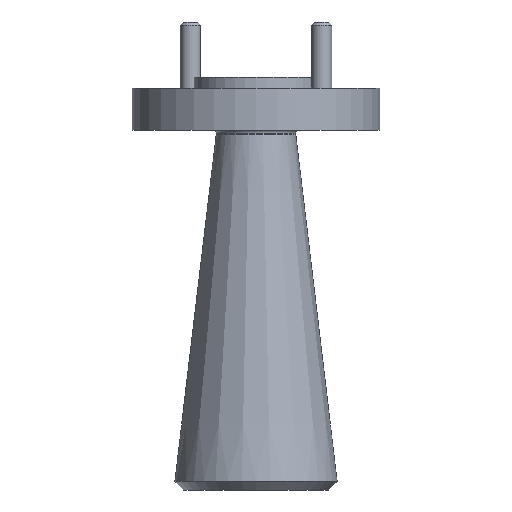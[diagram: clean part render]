
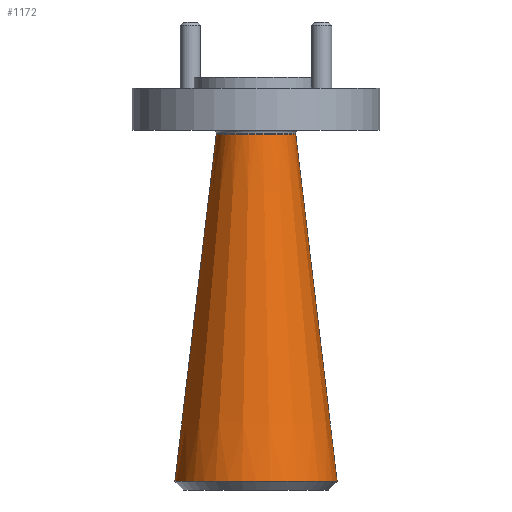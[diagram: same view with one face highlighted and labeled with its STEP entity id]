
A CAD part, front view. The second image highlights one B-rep face of the part: STEP entity #1172.
In plain terms, the highlighted conical face has half-angle 6.798 degrees and reference radius 3.061 mm.
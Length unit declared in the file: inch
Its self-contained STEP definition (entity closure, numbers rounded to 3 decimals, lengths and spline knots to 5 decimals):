
#4 = EDGE_CURVE ( 'NONE', #23, #1052, #1158, .T. ) ;
#23 = VERTEX_POINT ( 'NONE', #1810 ) ;
#45 = VECTOR ( 'NONE', #292, 39.37008 ) ;
#46 = AXIS2_PLACEMENT_3D ( 'NONE', #849, #341, #507 ) ;
#123 = CARTESIAN_POINT ( 'NONE',  ( 0., 0., -0.14 ) ) ;
#201 = DIRECTION ( 'NONE',  ( 0.118, 0., -0.993 ) ) ;
#284 = DIRECTION ( 'NONE',  ( -1., 0., 0. ) ) ;
#292 = DIRECTION ( 'NONE',  ( -0.118, 0., -0.993 ) ) ;
#341 = DIRECTION ( 'NONE',  ( 0., 0., 1. ) ) ;
#370 = ORIENTED_EDGE ( 'NONE', *, *, #4, .F. ) ;
#432 = CIRCLE ( 'NONE', #694, 0.1205 ) ;
#433 = DIRECTION ( 'NONE',  ( 0., 0., -1. ) ) ;
#490 = ORIENTED_EDGE ( 'NONE', *, *, #1231, .T. ) ;
#507 = DIRECTION ( 'NONE',  ( -1., 0., 0. ) ) ;
#650 = CIRCLE ( 'NONE', #46, 0.2458 ) ;
#654 = VECTOR ( 'NONE', #201, 39.37008 ) ;
#694 = AXIS2_PLACEMENT_3D ( 'NONE', #1822, #433, #883 ) ;
#740 = EDGE_LOOP ( 'NONE', ( #370, #490, #983, #851 ) ) ;
#836 = CARTESIAN_POINT ( 'NONE',  ( 0.2458, 0., -1.1912 ) ) ;
#849 = CARTESIAN_POINT ( 'NONE',  ( 0., 0., -1.1912 ) ) ;
#851 = ORIENTED_EDGE ( 'NONE', *, *, #1143, .T. ) ;
#883 = DIRECTION ( 'NONE',  ( -1., 0., 0. ) ) ;
#900 = EDGE_CURVE ( 'NONE', #1014, #1532, #1834, .T. ) ;
#901 = DIRECTION ( 'NONE',  ( 0., 0., -1. ) ) ;
#983 = ORIENTED_EDGE ( 'NONE', *, *, #900, .T. ) ;
#986 = CARTESIAN_POINT ( 'NONE',  ( 0.1205, 0., -0.14 ) ) ;
#1014 = VERTEX_POINT ( 'NONE', #1290 ) ;
#1052 = VERTEX_POINT ( 'NONE', #836 ) ;
#1143 = EDGE_CURVE ( 'NONE', #1532, #1052, #650, .T. ) ;
#1158 = LINE ( 'NONE', #986, #654 ) ;
#1172 = ADVANCED_FACE ( 'NONE', ( #1996 ), #1795, .T. ) ;
#1231 = EDGE_CURVE ( 'NONE', #23, #1014, #432, .T. ) ;
#1290 = CARTESIAN_POINT ( 'NONE',  ( -0.1205, 0., -0.14 ) ) ;
#1367 = AXIS2_PLACEMENT_3D ( 'NONE', #123, #901, #284 ) ;
#1532 = VERTEX_POINT ( 'NONE', #1592 ) ;
#1592 = CARTESIAN_POINT ( 'NONE',  ( -0.2458, 0., -1.1912 ) ) ;
#1672 = CARTESIAN_POINT ( 'NONE',  ( -0.1205, 0., -0.14 ) ) ;
#1795 = CONICAL_SURFACE ( 'NONE', #1367, 0.1205, 0.119 ) ;
#1810 = CARTESIAN_POINT ( 'NONE',  ( 0.1205, 0., -0.14 ) ) ;
#1822 = CARTESIAN_POINT ( 'NONE',  ( 0., 0., -0.14 ) ) ;
#1834 = LINE ( 'NONE', #1672, #45 ) ;
#1996 = FACE_OUTER_BOUND ( 'NONE', #740, .T. ) ;
